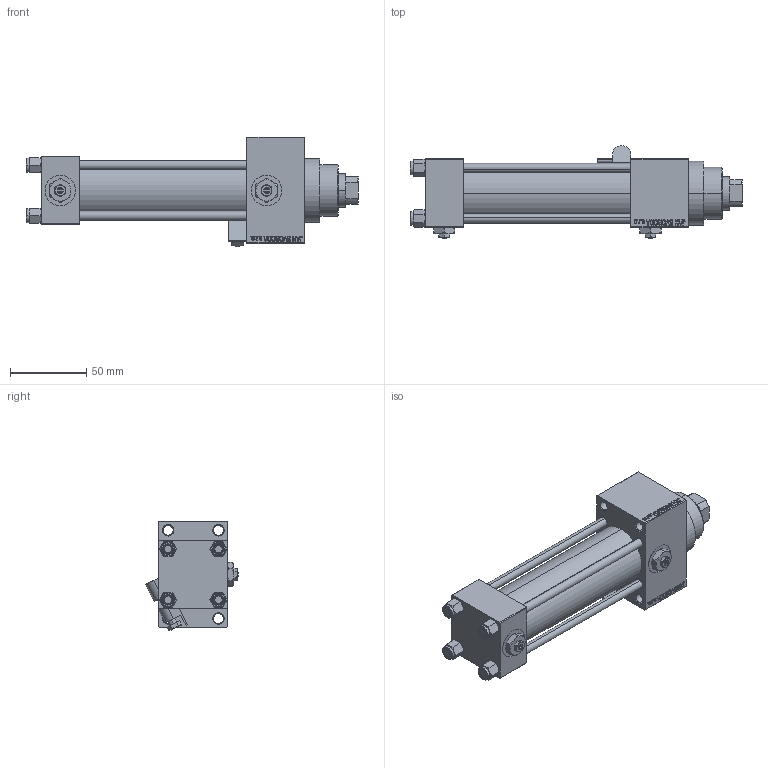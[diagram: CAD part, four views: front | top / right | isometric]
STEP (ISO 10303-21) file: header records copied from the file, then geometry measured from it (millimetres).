
FILE_DESCRIPTION (( 'STEP AP203' ), '1' );
FILE_NAME ('1b7e.STEP', '2022-04-15T05:39:32', ( '' ), ( '' ), 'SwSTEP 2.0', 'SolidWorks 2019', '' );
FILE_SCHEMA (( 'CONFIG_CONTROL_DESIGN' ));
Length unit declared in the file: millimetre
Products named in the file (8): V215CR_D_Body 33ae74782127e097e34dfbdd78ab579c; V215CR_VCP_D 33ae74782127e097e34dfbdd78ab579c; NUT_M5_D 33ae74782127e097e34dfbdd78ab579c; V215_VC_A 33ae74782127e097e34dfbdd78ab579c; V215CR_D_TYCINKA 33ae74782127e097e34dfbdd78ab579c; MSRF_MSRG1 33ae74782127e097e34dfbdd78ab579c; Zatka_pro_OIL_PORT 33ae74782127e097e34dfbdd78ab579c; 1b7e
Assembly tree (14 placements, depth 2):
  1b7e
    V215CR_D_Body 33ae74782127e097e34dfbdd78ab579c
    V215CR_VCP_D 33ae74782127e097e34dfbdd78ab579c
    NUT_M5_D 33ae74782127e097e34dfbdd78ab579c  x4
    V215CR_D_TYCINKA 33ae74782127e097e34dfbdd78ab579c  x4
    V215_VC_A 33ae74782127e097e34dfbdd78ab579c
    MSRF_MSRG1 33ae74782127e097e34dfbdd78ab579c
    Zatka_pro_OIL_PORT 33ae74782127e097e34dfbdd78ab579c  x2
Bounding box: 218 x 60.66 x 72.02 mm (x, y, z)
Volume: 296110 mm3; surface area: 105076.3 mm2
Topology: 14 solids, 14 shells, 1236 faces, 3047 edges, 1959 vertices
Faces by surface type: plane 560, bspline 368, cone 186, cylinder 114, torus 8
Entity records: 50153 total; most frequent: CARTESIAN_POINT 25824, ORIENTED_EDGE 5394, DIRECTION 3587, EDGE_CURVE 2697, VERTEX_POINT 1757, LINE 1603, VECTOR 1603, EDGE_LOOP 1216
